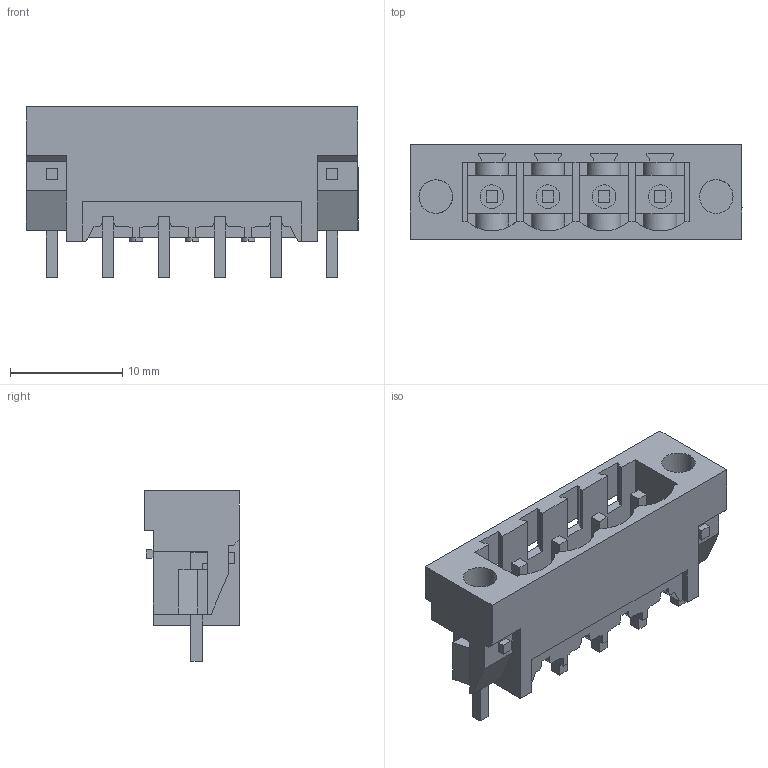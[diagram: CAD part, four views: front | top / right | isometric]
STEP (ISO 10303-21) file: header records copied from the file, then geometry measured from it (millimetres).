
FILE_DESCRIPTION(('CATIA V5 STEP Exchange','CAx-IF Rec.Pracs.--- Model Styling and Organization---1.2---2011-12-15'),'2;1');
FILE_NAME ('D1457158_0_1841410000_1841410000.stp','2018-04-12T04:33:03+00:00',('none'),('Weidmueller'),'CATIA Version 5-6 Release 2014','CATIA V5 STEP AP214','none');
FILE_SCHEMA(('AUTOMOTIVE_DESIGN { 1 0 10303 214 1 1 1 1 }'));
Length unit declared in the file: millimetre
Products named in the file (1): 1841410000 
Bounding box: 29.6 x 8.43 x 15.2 mm (x, y, z)
Volume: 1279.1 mm3; surface area: 2648.4 mm2
Topology: 7 solids, 7 shells, 346 faces, 1009 edges, 671 vertices
Faces by surface type: plane 304, cylinder 42
Entity records: 11062 total; most frequent: CARTESIAN_POINT 2237, ORIENTED_EDGE 2018, DIRECTION 1499, EDGE_CURVE 1009, VECTOR 895, LINE 895, VERTEX_POINT 671, EDGE_LOOP 360
